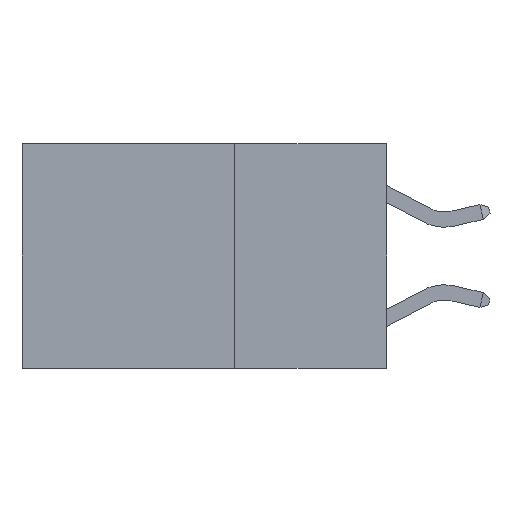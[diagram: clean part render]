
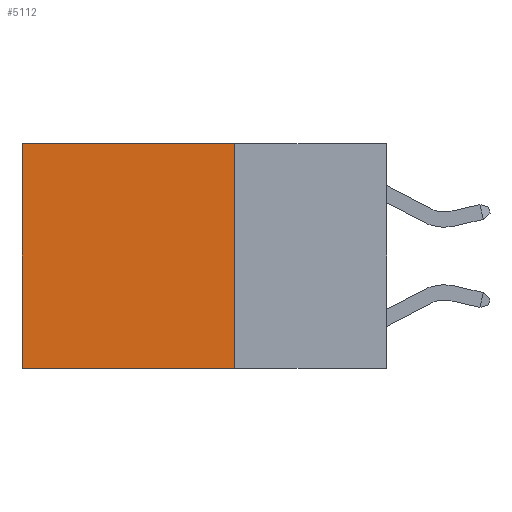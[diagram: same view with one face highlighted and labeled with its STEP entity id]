
A CAD part, left-side view. The second image highlights one B-rep face of the part: STEP entity #5112.
In plain terms, the highlighted planar face has unit normal (-1, 0, 0).
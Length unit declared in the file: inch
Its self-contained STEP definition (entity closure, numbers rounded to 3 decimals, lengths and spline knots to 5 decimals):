
#284 = LINE ( 'NONE', #9255, #9338 ) ;
#1028 = VERTEX_POINT ( 'NONE', #3737 ) ;
#1047 = ORIENTED_EDGE ( 'NONE', *, *, #3387, .T. ) ;
#2258 = ORIENTED_EDGE ( 'NONE', *, *, #8981, .F. ) ;
#2681 = VECTOR ( 'NONE', #4496, 39.37008 ) ;
#2863 = CARTESIAN_POINT ( 'NONE',  ( 0.2625, 0.25, 0. ) ) ;
#2923 = VECTOR ( 'NONE', #9710, 39.37008 ) ;
#3002 = CARTESIAN_POINT ( 'NONE',  ( 0.2625, 0.6, 0. ) ) ;
#3387 = EDGE_CURVE ( 'NONE', #8070, #1028, #5984, .T. ) ;
#3449 = FACE_OUTER_BOUND ( 'NONE', #4027, .T. ) ;
#3500 = PLANE ( 'NONE',  #7298 ) ;
#3561 = CARTESIAN_POINT ( 'NONE',  ( 0.2625, 0.6, 0. ) ) ;
#3643 = VECTOR ( 'NONE', #4393, 39.37008 ) ;
#3737 = CARTESIAN_POINT ( 'NONE',  ( 0.2625, 0.6, -0.37 ) ) ;
#4027 = EDGE_LOOP ( 'NONE', ( #1047, #2258, #7732, #8864 ) ) ;
#4393 = DIRECTION ( 'NONE',  ( 0., 1., 0. ) ) ;
#4496 = DIRECTION ( 'NONE',  ( 0., 0., -1. ) ) ;
#5112 = ADVANCED_FACE ( 'NONE', ( #3449 ), #3500, .F. ) ;
#5369 = CARTESIAN_POINT ( 'NONE',  ( 0.2625, 0.25, -0.37 ) ) ;
#5523 = CARTESIAN_POINT ( 'NONE',  ( 0.2625, 0.25, 0. ) ) ;
#5984 = LINE ( 'NONE', #3561, #2681 ) ;
#6463 = VERTEX_POINT ( 'NONE', #5523 ) ;
#6865 = VERTEX_POINT ( 'NONE', #5369 ) ;
#7215 = CARTESIAN_POINT ( 'NONE',  ( 0.2625, 0.25, 0. ) ) ;
#7298 = AXIS2_PLACEMENT_3D ( 'NONE', #7215, #7991, #8797 ) ;
#7549 = EDGE_CURVE ( 'NONE', #6463, #6865, #8972, .T. ) ;
#7732 = ORIENTED_EDGE ( 'NONE', *, *, #7549, .F. ) ;
#7991 = DIRECTION ( 'NONE',  ( 1., 0., 0. ) ) ;
#8070 = VERTEX_POINT ( 'NONE', #3002 ) ;
#8169 = CARTESIAN_POINT ( 'NONE',  ( 0.2625, 0.25, 0. ) ) ;
#8797 = DIRECTION ( 'NONE',  ( 0., 0., -1. ) ) ;
#8812 = LINE ( 'NONE', #2863, #3643 ) ;
#8864 = ORIENTED_EDGE ( 'NONE', *, *, #9316, .T. ) ;
#8972 = LINE ( 'NONE', #8169, #2923 ) ;
#8981 = EDGE_CURVE ( 'NONE', #6865, #1028, #284, .T. ) ;
#9111 = DIRECTION ( 'NONE',  ( 0., 1., 0. ) ) ;
#9255 = CARTESIAN_POINT ( 'NONE',  ( 0.2625, 0.25, -0.37 ) ) ;
#9316 = EDGE_CURVE ( 'NONE', #6463, #8070, #8812, .T. ) ;
#9338 = VECTOR ( 'NONE', #9111, 39.37008 ) ;
#9710 = DIRECTION ( 'NONE',  ( 0., 0., -1. ) ) ;
